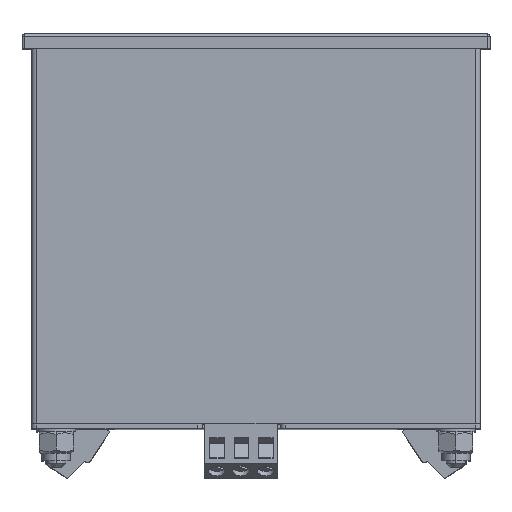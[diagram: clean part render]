
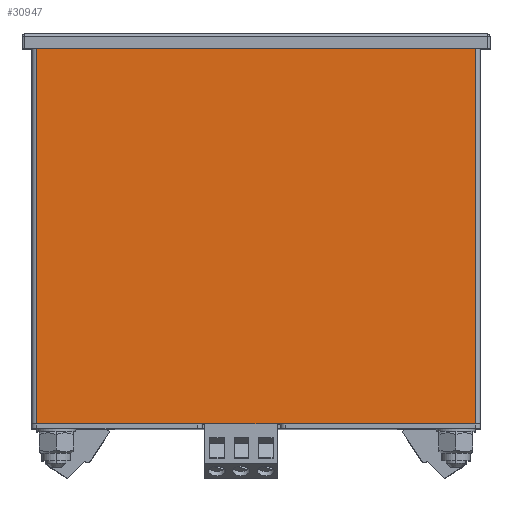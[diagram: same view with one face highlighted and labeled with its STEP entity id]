
A CAD part, top view. The second image highlights one B-rep face of the part: STEP entity #30947.
In plain terms, the highlighted planar face has unit normal (0, 0, 1).
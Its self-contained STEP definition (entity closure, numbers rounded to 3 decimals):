
#30830=CARTESIAN_POINT('',(45.,0.,46.));
#30831=VERTEX_POINT('',#30830);
#30832=CARTESIAN_POINT('',(-45.,0.,46.));
#30833=VERTEX_POINT('',#30832);
#30834=CARTESIAN_POINT('',(45.,0.,46.));
#30835=DIRECTION('',(-1.,0.,0.));
#30836=VECTOR('',#30835,90.);
#30837=LINE('',#30834,#30836);
#30838=EDGE_CURVE('',#30831,#30833,#30837,.T.);
#30917=CARTESIAN_POINT('',(46.,-77.,46.));
#30918=DIRECTION('',(0.,0.,-1.));
#30919=DIRECTION('',(-1.,0.,0.));
#30920=AXIS2_PLACEMENT_3D('',#30917,#30918,#30919);
#30921=PLANE('',#30920);
#30922=CARTESIAN_POINT('',(45.,-77.,46.));
#30923=VERTEX_POINT('',#30922);
#30924=CARTESIAN_POINT('',(-45.,-77.,46.));
#30925=VERTEX_POINT('',#30924);
#30926=CARTESIAN_POINT('',(45.,-77.,46.));
#30927=DIRECTION('',(-1.,0.,0.));
#30928=VECTOR('',#30927,90.);
#30929=LINE('',#30926,#30928);
#30930=EDGE_CURVE('',#30923,#30925,#30929,.T.);
#30931=ORIENTED_EDGE('',*,*,#30930,.F.);
#30932=CARTESIAN_POINT('',(45.,-77.,46.));
#30933=DIRECTION('',(0.,1.,0.));
#30934=VECTOR('',#30933,77.);
#30935=LINE('',#30932,#30934);
#30936=EDGE_CURVE('',#30923,#30831,#30935,.T.);
#30937=ORIENTED_EDGE('',*,*,#30936,.T.);
#30938=ORIENTED_EDGE('',*,*,#30838,.T.);
#30939=CARTESIAN_POINT('',(-45.,0.,46.));
#30940=DIRECTION('',(-0.,-1.,-0.));
#30941=VECTOR('',#30940,77.);
#30942=LINE('',#30939,#30941);
#30943=EDGE_CURVE('',#30833,#30925,#30942,.T.);
#30944=ORIENTED_EDGE('',*,*,#30943,.T.);
#30945=EDGE_LOOP('',(#30931,#30937,#30938,#30944));
#30946=FACE_BOUND('',#30945,.T.);
#30947=ADVANCED_FACE('',(#30946),#30921,.F.);
